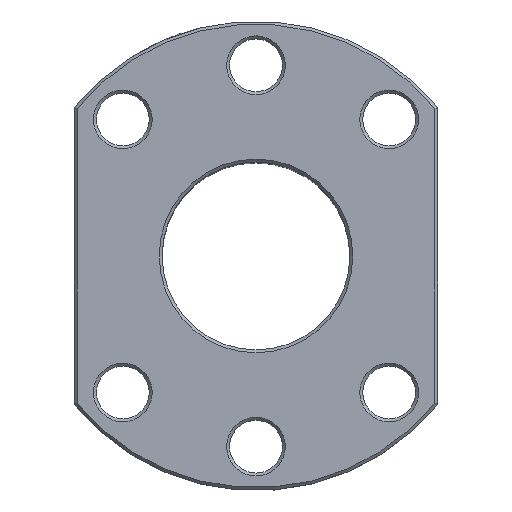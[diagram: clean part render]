
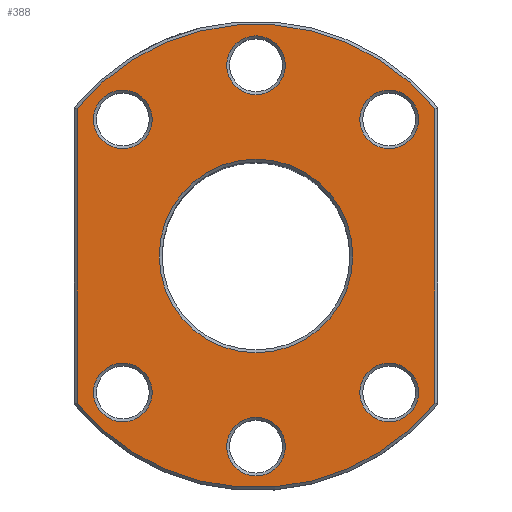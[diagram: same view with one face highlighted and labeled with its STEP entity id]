
A CAD part, top view. The second image highlights one B-rep face of the part: STEP entity #388.
In plain terms, the highlighted planar face has unit normal (0, 0, 1).
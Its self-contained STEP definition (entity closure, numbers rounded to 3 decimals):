
#138=PLANE('',#3525);
#388=ADVANCED_FACE('',(#917,#918,#919,#920,#921,#922,#923,#924),#138,.T.);
#917=FACE_BOUND('',#1004,.T.);
#918=FACE_BOUND('',#1005,.T.);
#919=FACE_BOUND('',#1006,.T.);
#920=FACE_BOUND('',#1007,.T.);
#921=FACE_BOUND('',#1008,.T.);
#922=FACE_BOUND('',#1009,.T.);
#923=FACE_BOUND('',#1010,.T.);
#924=FACE_BOUND('',#1011,.T.);
#1004=EDGE_LOOP('',(#1436));
#1005=EDGE_LOOP('',(#1437));
#1006=EDGE_LOOP('',(#1438));
#1007=EDGE_LOOP('',(#1439));
#1008=EDGE_LOOP('',(#1440));
#1009=EDGE_LOOP('',(#1441));
#1010=EDGE_LOOP('',(#1442));
#1011=EDGE_LOOP('',(#1443,#1444,#1445,#1446));
#1267=CIRCLE('',#3516,5.);
#1268=CIRCLE('',#3517,5.);
#1269=CIRCLE('',#3518,5.);
#1270=CIRCLE('',#3519,16.5);
#1271=CIRCLE('',#3520,5.);
#1272=CIRCLE('',#3521,5.);
#1273=CIRCLE('',#3522,5.);
#1274=CIRCLE('',#3523,39.5);
#1275=CIRCLE('',#3524,39.5);
#1436=ORIENTED_EDGE('',*,*,#2698,.T.);
#1437=ORIENTED_EDGE('',*,*,#2699,.T.);
#1438=ORIENTED_EDGE('',*,*,#2700,.T.);
#1439=ORIENTED_EDGE('',*,*,#2701,.T.);
#1440=ORIENTED_EDGE('',*,*,#2702,.T.);
#1441=ORIENTED_EDGE('',*,*,#2703,.T.);
#1442=ORIENTED_EDGE('',*,*,#2704,.T.);
#1443=ORIENTED_EDGE('',*,*,#2705,.T.);
#1444=ORIENTED_EDGE('',*,*,#2706,.T.);
#1445=ORIENTED_EDGE('',*,*,#2707,.T.);
#1446=ORIENTED_EDGE('',*,*,#2708,.T.);
#2370=VERTEX_POINT('',#5365);
#2371=VERTEX_POINT('',#5367);
#2372=VERTEX_POINT('',#5369);
#2373=VERTEX_POINT('',#5371);
#2374=VERTEX_POINT('',#5373);
#2375=VERTEX_POINT('',#5375);
#2376=VERTEX_POINT('',#5377);
#2377=VERTEX_POINT('',#5379);
#2378=VERTEX_POINT('',#5380);
#2379=VERTEX_POINT('',#5382);
#2380=VERTEX_POINT('',#5384);
#2698=EDGE_CURVE('',#2370,#2370,#1267,.T.);
#2699=EDGE_CURVE('',#2371,#2371,#1268,.T.);
#2700=EDGE_CURVE('',#2372,#2372,#1269,.T.);
#2701=EDGE_CURVE('',#2373,#2373,#1270,.T.);
#2702=EDGE_CURVE('',#2374,#2374,#1271,.T.);
#2703=EDGE_CURVE('',#2375,#2375,#1272,.T.);
#2704=EDGE_CURVE('',#2376,#2376,#1273,.T.);
#2705=EDGE_CURVE('',#2377,#2378,#3054,.T.);
#2706=EDGE_CURVE('',#2378,#2379,#1274,.T.);
#2707=EDGE_CURVE('',#2379,#2380,#3055,.T.);
#2708=EDGE_CURVE('',#2380,#2377,#1275,.T.);
#3054=LINE('',#5378,#3230);
#3055=LINE('',#5383,#3231);
#3230=VECTOR('',#3804,1.);
#3231=VECTOR('',#3807,1.);
#3516=AXIS2_PLACEMENT_3D('',#5364,#3790,#3791);
#3517=AXIS2_PLACEMENT_3D('',#5366,#3792,#3793);
#3518=AXIS2_PLACEMENT_3D('',#5368,#3794,#3795);
#3519=AXIS2_PLACEMENT_3D('',#5370,#3796,#3797);
#3520=AXIS2_PLACEMENT_3D('',#5372,#3798,#3799);
#3521=AXIS2_PLACEMENT_3D('',#5374,#3800,#3801);
#3522=AXIS2_PLACEMENT_3D('',#5376,#3802,#3803);
#3523=AXIS2_PLACEMENT_3D('',#5381,#3805,#3806);
#3524=AXIS2_PLACEMENT_3D('',#5385,#3808,#3809);
#3525=AXIS2_PLACEMENT_3D('',#5386,#3810,#3811);
#3790=DIRECTION('',(0.,0.,-1.));
#3791=DIRECTION('',(1.,0.,0.));
#3792=DIRECTION('',(0.,0.,-1.));
#3793=DIRECTION('',(1.,0.,0.));
#3794=DIRECTION('',(0.,0.,-1.));
#3795=DIRECTION('',(1.,0.,0.));
#3796=DIRECTION('',(0.,0.,-1.));
#3797=DIRECTION('',(1.,0.,0.));
#3798=DIRECTION('',(0.,0.,-1.));
#3799=DIRECTION('',(1.,0.,0.));
#3800=DIRECTION('',(0.,0.,-1.));
#3801=DIRECTION('',(1.,0.,0.));
#3802=DIRECTION('',(0.,0.,-1.));
#3803=DIRECTION('',(1.,0.,0.));
#3804=DIRECTION('',(0.,-1.,0.));
#3805=DIRECTION('',(0.,0.,1.));
#3806=DIRECTION('',(1.,0.,0.));
#3807=DIRECTION('',(0.,1.,0.));
#3808=DIRECTION('',(0.,0.,1.));
#3809=DIRECTION('',(1.,0.,0.));
#3810=DIRECTION('',(0.,0.,1.));
#3811=DIRECTION('',(1.,0.,0.));
#5364=CARTESIAN_POINT('',(-22.687,23.271,0.));
#5365=CARTESIAN_POINT('',(-17.687,23.271,0.));
#5366=CARTESIAN_POINT('',(0.,32.5,0.));
#5367=CARTESIAN_POINT('',(5.,32.5,0.));
#5368=CARTESIAN_POINT('',(22.687,23.271,0.));
#5369=CARTESIAN_POINT('',(27.687,23.271,0.));
#5370=CARTESIAN_POINT('',(0.,0.,0.));
#5371=CARTESIAN_POINT('',(16.5,0.,0.));
#5372=CARTESIAN_POINT('',(22.687,-23.271,0.));
#5373=CARTESIAN_POINT('',(27.687,-23.271,0.));
#5374=CARTESIAN_POINT('',(0.,-32.5,0.));
#5375=CARTESIAN_POINT('',(5.,-32.5,0.));
#5376=CARTESIAN_POINT('',(-22.687,-23.271,0.));
#5377=CARTESIAN_POINT('',(-17.687,-23.271,0.));
#5378=CARTESIAN_POINT('',(-30.5,-25.278,0.));
#5379=CARTESIAN_POINT('',(-30.5,25.1,0.));
#5380=CARTESIAN_POINT('',(-30.5,-25.1,0.));
#5381=CARTESIAN_POINT('',(0.,0.,0.));
#5382=CARTESIAN_POINT('',(30.5,-25.1,0.));
#5383=CARTESIAN_POINT('',(30.5,25.278,0.));
#5384=CARTESIAN_POINT('',(30.5,25.1,0.));
#5385=CARTESIAN_POINT('',(0.,0.,0.));
#5386=CARTESIAN_POINT('',(0.,0.,0.));
